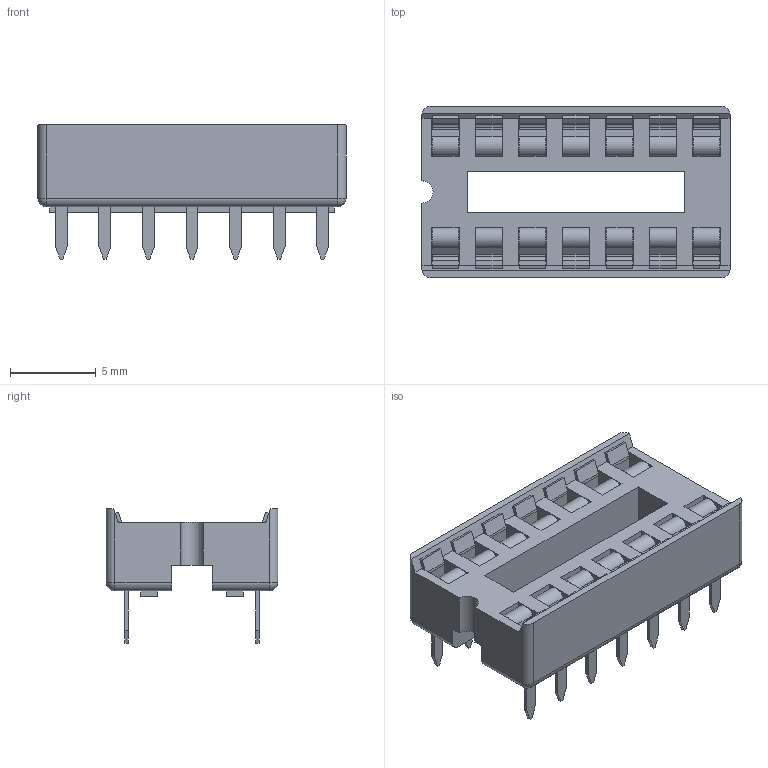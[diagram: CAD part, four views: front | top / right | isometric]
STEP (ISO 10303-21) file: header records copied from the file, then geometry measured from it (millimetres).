
FILE_DESCRIPTION(('STEP AP214'), '1');
FILE_NAME('DIP300-skt-flat-14', '2016-03-21T17:35:02', ('Nobody'), (''), 'ASCON STEP Converter 1.3', 'ASCON Math Kernel', '');
FILE_SCHEMA(('AUTOMOTIVE_DESIGN { 1 0 10303 214 3 1 1}'));
Length unit declared in the file: millimetre
Bounding box: 17.98 x 10 x 7.85 mm (x, y, z)
Volume: 505.8 mm3; surface area: 1657.6 mm2
Topology: 15 solids, 15 shells, 855 faces, 1904 edges, 1076 vertices
Faces by surface type: plane 700, cylinder 151, sphere 4
Entity records: 29660 total; most frequent: DIRECTION 3938, CARTESIAN_POINT 3844, ORIENTED_EDGE 3800, EDGE_CURVE 1900, LINE 1566, VECTOR 1566, AXIS2_PLACEMENT_3D 1186, VERTEX_POINT 1076
